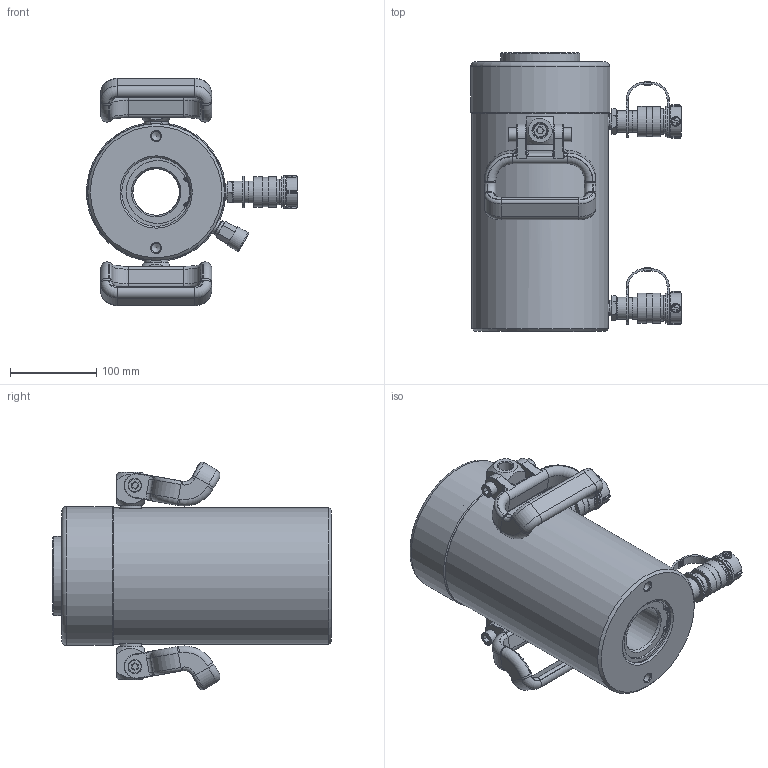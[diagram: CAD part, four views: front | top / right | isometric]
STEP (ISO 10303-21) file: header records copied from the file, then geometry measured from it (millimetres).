
FILE_DESCRIPTION (( 'STEP AP203' ), '1' );
FILE_NAME ('F3204.STEP', '2024-03-08T01:41:28', ( '' ), ( '' ), 'SwSTEP 2.0', 'SolidWorks 2018', '' );
FILE_SCHEMA (( 'CONFIG_CONTROL_DESIGN' ));
Length unit declared in the file: millimetre
Products named in the file (1): F3204
Bounding box: 244.8 x 324.2 x 264.7 mm (x, y, z)
Volume: 4745882 mm3; surface area: 888818.3 mm2
Topology: 30 solids, 30 shells, 1578 faces, 3669 edges, 2238 vertices
Faces by surface type: plane 600, cylinder 459, bspline 212, cone 182, torus 109, sphere 16
Full cylindrical faces by diameter (mm): 1.5 x1, 2.5 x2, 5 x1, 6 x4, 7 x2, 8.376 x4, 8.5 x2, 9.6 x2, 10 x10, 10.5 x3, 10.716 x2, 13 x1, 14.1 x2, 14.275 x3, 14.5 x2, 16 x8, 17 x3, 18 x4, 18.6 x2, 18.9 x2, 19 x1, 19.1 x4, 20 x3, 20.376 x1, 22.6 x2, 25 x3, 25.5 x4, 25.6 x2, 28.3 x2, 28.4 x8
Entity records: 61480 total; most frequent: CARTESIAN_POINT 28773, ORIENTED_EDGE 6438, DIRECTION 6423, EDGE_CURVE 3219, AXIS2_PLACEMENT_3D 2494, VERTEX_POINT 2152, EDGE_LOOP 2089, FACE_OUTER_BOUND 1766
